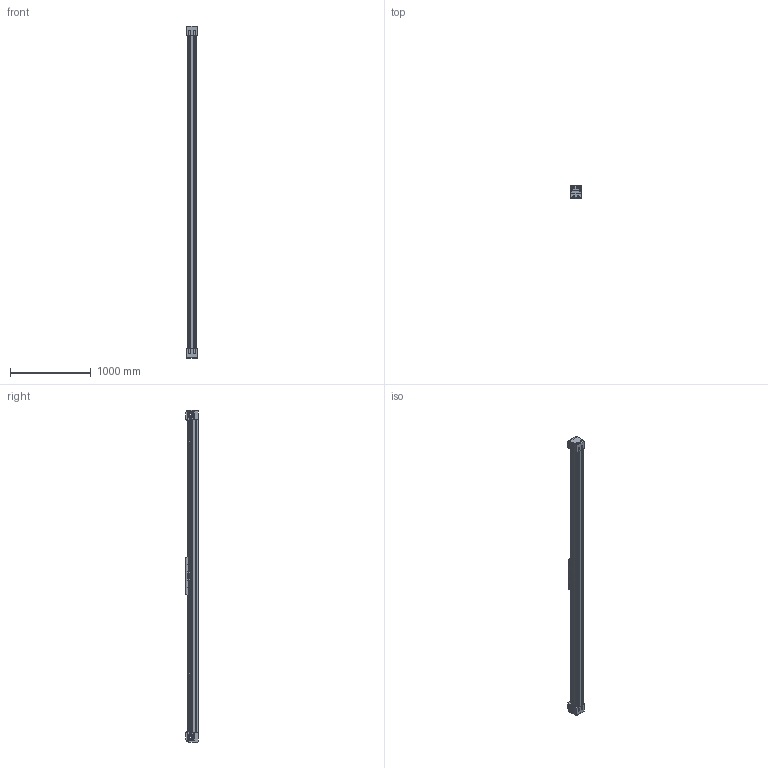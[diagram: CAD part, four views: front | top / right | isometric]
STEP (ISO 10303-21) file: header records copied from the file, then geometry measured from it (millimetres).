
FILE_DESCRIPTION (( 'STEP AP214' ), '1' );
FILE_NAME ('BLM100-3400.STEP', '2023-03-14T09:55:44', ( '' ), ( '' ), 'SwSTEP 2.0', 'SolidWorks 2023', '' );
FILE_SCHEMA (( 'AUTOMOTIVE_DESIGN' ));
Length unit declared in the file: millimetre
Products named in the file (1): BLM100-3400
Bounding box: 130 x 159 x 4120 mm (x, y, z)
Volume: 42865001.1 mm3; surface area: 4569824.6 mm2
Topology: 50 solids, 58 shells, 7146 faces, 20346 edges, 13396 vertices
Faces by surface type: plane 4069, cylinder 2729, torus 168, sphere 100, cone 56, bspline 24
Entity records: 317586 total; most frequent: CARTESIAN_POINT 47617, DIRECTION 40252, ORIENTED_EDGE 40196, EDGE_CURVE 20098, VECTOR 13714, LINE 13714, AXIS2_PLACEMENT_3D 13269, VERTEX_POINT 13260
